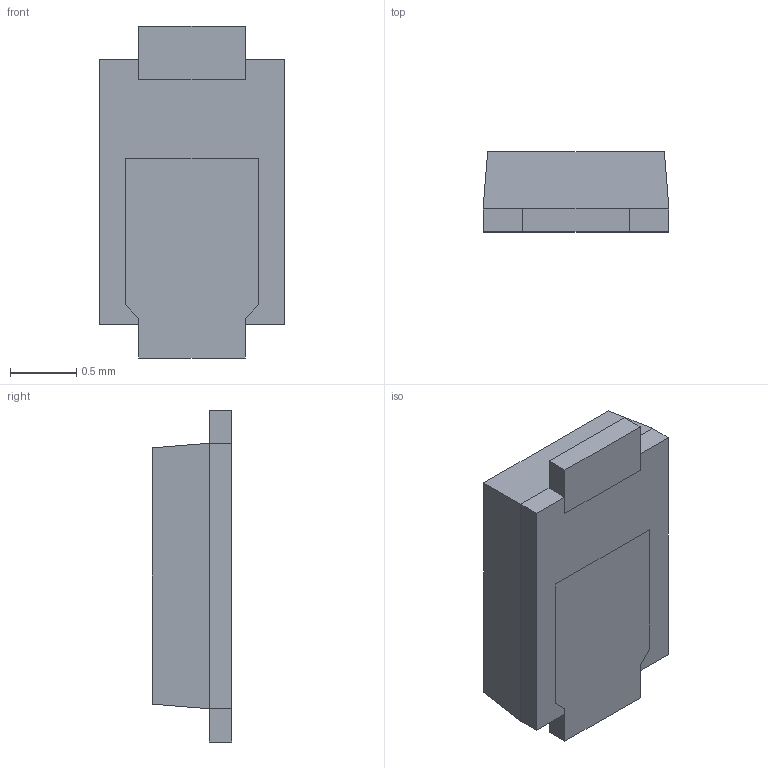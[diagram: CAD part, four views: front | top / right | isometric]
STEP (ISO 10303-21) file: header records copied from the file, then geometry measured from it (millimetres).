
FILE_DESCRIPTION (( 'STEP AP214' ), '1' );
FILE_NAME ('CUHS20S30,H3F.STEP', '2022-05-16T12:55:03', ( '' ), ( '' ), 'SwSTEP 2.0', 'SolidWorks 2018', '' );
FILE_SCHEMA (( 'AUTOMOTIVE_DESIGN' ));
Length unit declared in the file: millimetre
Products named in the file (1): CUHS20S30,H3F
Bounding box: 1.4 x 0.6 x 2.5 mm (x, y, z)
Volume: 1.7 mm3; surface area: 14.7 mm2
Topology: 3 solids, 3 shells, 40 faces, 94 edges, 60 vertices
Faces by surface type: plane 40
Entity records: 1606 total; most frequent: CARTESIAN_POINT 195, ORIENTED_EDGE 188, DIRECTION 176, LINE 94, EDGE_CURVE 94, VECTOR 94, VERTEX_POINT 60, UNCERTAINTY_MEASURE_WITH_UNIT 45
